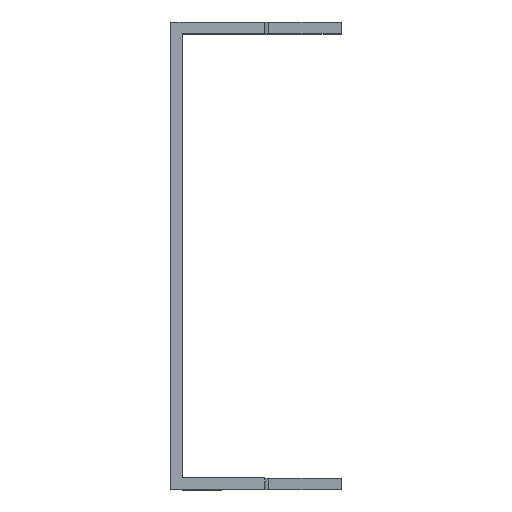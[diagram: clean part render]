
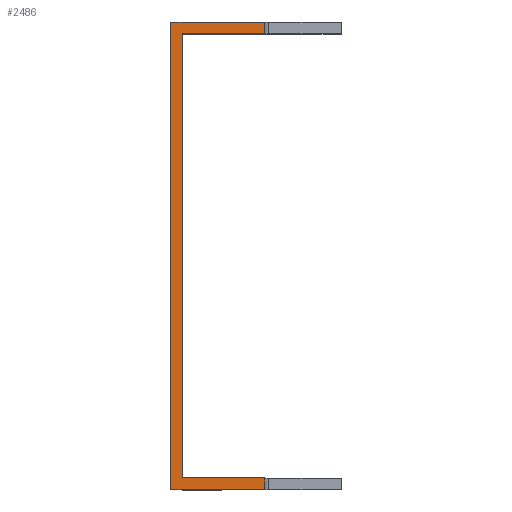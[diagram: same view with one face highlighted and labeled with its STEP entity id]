
A CAD part, top view. The second image highlights one B-rep face of the part: STEP entity #2486.
In plain terms, the highlighted planar face has unit normal (0, 0, 1).
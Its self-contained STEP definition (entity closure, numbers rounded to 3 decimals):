
#218 = VECTOR ( 'NONE', #952, 1000. ) ;
#341 = CARTESIAN_POINT ( 'NONE',  ( -1162.432, -139.494, 782.993 ) ) ;
#489 = VECTOR ( 'NONE', #1641, 1000. ) ;
#603 = EDGE_CURVE ( 'NONE', #1521, #5025, #1950, .T. ) ;
#717 = EDGE_CURVE ( 'NONE', #2859, #1521, #2037, .T. ) ;
#866 = CARTESIAN_POINT ( 'NONE',  ( -1032.432, -97.494, 782.993 ) ) ;
#942 = CARTESIAN_POINT ( 'NONE',  ( -1162.432, -157.494, 782.993 ) ) ;
#952 = DIRECTION ( 'NONE',  ( -1., 0., 0. ) ) ;
#1039 = EDGE_CURVE ( 'NONE', #4171, #2299, #2514, .T. ) ;
#1055 = ORIENTED_EDGE ( 'NONE', *, *, #5504, .T. ) ;
#1089 = VERTEX_POINT ( 'NONE', #3429 ) ;
#1165 = DIRECTION ( 'NONE',  ( -1., 0., 0. ) ) ;
#1208 = DIRECTION ( 'NONE',  ( 0., -1., 0. ) ) ;
#1210 = VERTEX_POINT ( 'NONE', #3662 ) ;
#1329 = PLANE ( 'NONE',  #1785 ) ;
#1401 = CARTESIAN_POINT ( 'NONE',  ( -1032.432, 560.506, 782.993 ) ) ;
#1521 = VERTEX_POINT ( 'NONE', #1857 ) ;
#1641 = DIRECTION ( 'NONE',  ( -1., 0., 0. ) ) ;
#1785 = AXIS2_PLACEMENT_3D ( 'NONE', #1848, #2304, #5323 ) ;
#1848 = CARTESIAN_POINT ( 'NONE',  ( -1162.432, 560.506, 782.993 ) ) ;
#1855 = DIRECTION ( 'NONE',  ( -1., 0., 0. ) ) ;
#1857 = CARTESIAN_POINT ( 'NONE',  ( -1162.432, -139.494, 782.993 ) ) ;
#1950 = LINE ( 'NONE', #3298, #5568 ) ;
#1996 = EDGE_LOOP ( 'NONE', ( #3719, #5266, #1055, #2211, #2610, #3538, #2366, #2475 ) ) ;
#2037 = LINE ( 'NONE', #341, #489 ) ;
#2211 = ORIENTED_EDGE ( 'NONE', *, *, #2779, .F. ) ;
#2255 = CARTESIAN_POINT ( 'NONE',  ( -1162.432, 578.506, 782.993 ) ) ;
#2299 = VERTEX_POINT ( 'NONE', #1401 ) ;
#2304 = DIRECTION ( 'NONE',  ( 0., 0., -1. ) ) ;
#2366 = ORIENTED_EDGE ( 'NONE', *, *, #717, .T. ) ;
#2468 = LINE ( 'NONE', #2255, #4514 ) ;
#2475 = ORIENTED_EDGE ( 'NONE', *, *, #603, .T. ) ;
#2486 = ADVANCED_FACE ( 'NONE', ( #5402 ), #1329, .F. ) ;
#2514 = LINE ( 'NONE', #4029, #5439 ) ;
#2610 = ORIENTED_EDGE ( 'NONE', *, *, #4383, .F. ) ;
#2682 = VECTOR ( 'NONE', #1165, 1000. ) ;
#2704 = EDGE_CURVE ( 'NONE', #2859, #1210, #4986, .T. ) ;
#2724 = CARTESIAN_POINT ( 'NONE',  ( -1162.432, 560.506, 782.993 ) ) ;
#2779 = EDGE_CURVE ( 'NONE', #1089, #2961, #3848, .T. ) ;
#2819 = VECTOR ( 'NONE', #1208, 1000. ) ;
#2859 = VERTEX_POINT ( 'NONE', #3069 ) ;
#2961 = VERTEX_POINT ( 'NONE', #5322 ) ;
#3069 = CARTESIAN_POINT ( 'NONE',  ( -1032.432, -139.494, 782.993 ) ) ;
#3298 = CARTESIAN_POINT ( 'NONE',  ( -1162.432, -157.494, 782.993 ) ) ;
#3429 = CARTESIAN_POINT ( 'NONE',  ( -1180.432, -157.494, 782.993 ) ) ;
#3538 = ORIENTED_EDGE ( 'NONE', *, *, #2704, .F. ) ;
#3543 = DIRECTION ( 'NONE',  ( 0., -1., 0. ) ) ;
#3662 = CARTESIAN_POINT ( 'NONE',  ( -1032.432, -157.494, 782.993 ) ) ;
#3719 = ORIENTED_EDGE ( 'NONE', *, *, #5070, .F. ) ;
#3848 = LINE ( 'NONE', #4837, #5050 ) ;
#3900 = DIRECTION ( 'NONE',  ( 0., 1., 0. ) ) ;
#4029 = CARTESIAN_POINT ( 'NONE',  ( -1032.432, 620.506, 782.993 ) ) ;
#4171 = VERTEX_POINT ( 'NONE', #5088 ) ;
#4201 = CARTESIAN_POINT ( 'NONE',  ( -1162.432, 560.506, 782.993 ) ) ;
#4352 = LINE ( 'NONE', #942, #218 ) ;
#4383 = EDGE_CURVE ( 'NONE', #1210, #1089, #4352, .T. ) ;
#4514 = VECTOR ( 'NONE', #1855, 1000. ) ;
#4592 = DIRECTION ( 'NONE',  ( 0., 1., 0. ) ) ;
#4837 = CARTESIAN_POINT ( 'NONE',  ( -1180.432, -157.494, 782.993 ) ) ;
#4846 = LINE ( 'NONE', #4201, #2682 ) ;
#4986 = LINE ( 'NONE', #866, #2819 ) ;
#5025 = VERTEX_POINT ( 'NONE', #2724 ) ;
#5050 = VECTOR ( 'NONE', #3900, 1000. ) ;
#5070 = EDGE_CURVE ( 'NONE', #2299, #5025, #4846, .T. ) ;
#5088 = CARTESIAN_POINT ( 'NONE',  ( -1032.432, 578.506, 782.993 ) ) ;
#5266 = ORIENTED_EDGE ( 'NONE', *, *, #1039, .F. ) ;
#5322 = CARTESIAN_POINT ( 'NONE',  ( -1180.432, 578.506, 782.993 ) ) ;
#5323 = DIRECTION ( 'NONE',  ( 0., 1., 0. ) ) ;
#5402 = FACE_OUTER_BOUND ( 'NONE', #1996, .T. ) ;
#5439 = VECTOR ( 'NONE', #3543, 1000. ) ;
#5504 = EDGE_CURVE ( 'NONE', #4171, #2961, #2468, .T. ) ;
#5568 = VECTOR ( 'NONE', #4592, 1000. ) ;
